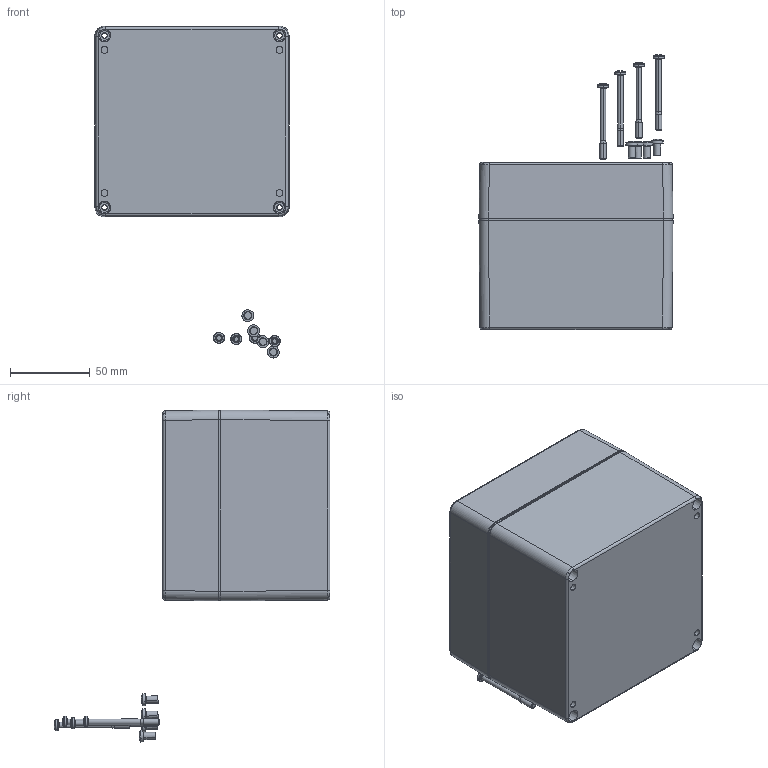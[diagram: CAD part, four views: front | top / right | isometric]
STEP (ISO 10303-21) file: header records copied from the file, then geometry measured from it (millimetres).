
FILE_DESCRIPTION(('FreeCAD Model'),'2;1');
FILE_NAME('122120105.STEP', '2026-03-24T15:31:55',('Author'),(''), 'Open CASCADE STEP processor 7.3','FreeCAD','Unknown');
FILE_SCHEMA(('AUTOMOTIVE_DESIGN { 1 0 10303 214 1 1 1 1 }'));
Length unit declared in the file: millimetre
Products named in the file (9): 122120105; 82002_im_Deckel_eingebaut; 32822_Standard; 31821_Standard001; 31090-Einpressbuchse_Standard003; 31821_Standard; 51010_Standard; 93214_WN1442_D4,5x7,011; 5200.013.0_Standard003
Assembly tree (17 placements, depth 3):
  122120105
    82002_im_Deckel_eingebaut
    32822_Standard
    31821_Standard001
      31090-Einpressbuchse_Standard003  x4
      31821_Standard
    51010_Standard
      93214_WN1442_D4,5x7,011  x4
      5200.013.0_Standard003  x4
Bounding box: 122 x 173.28 x 208.63 mm (x, y, z)
Volume: 273222.7 mm3; surface area: 183320.6 mm2
Topology: 15 solids, 15 shells, 1568 faces, 3833 edges, 2329 vertices
Faces by surface type: plane 597, bspline 342, cylinder 279, cone 198, torus 136, revolution 8, sphere 8
Entity records: 46064 total; most frequent: CARTESIAN_POINT 21119, ORIENTED_EDGE 5478, DIRECTION 4516, EDGE_CURVE 2739, AXIS2_PLACEMENT_3D 1718, VERTEX_POINT 1639, FACE_BOUND 1222, EDGE_LOOP 1222
